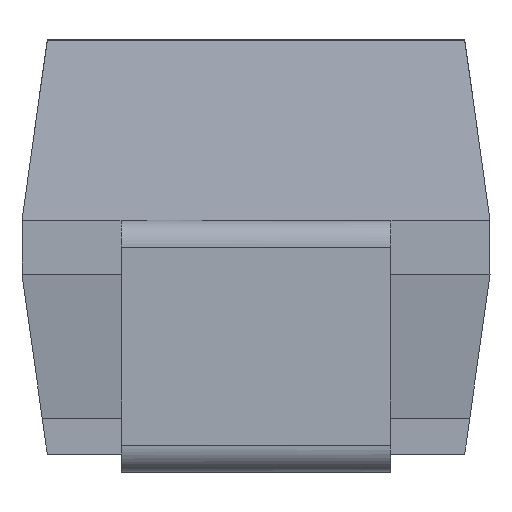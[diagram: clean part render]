
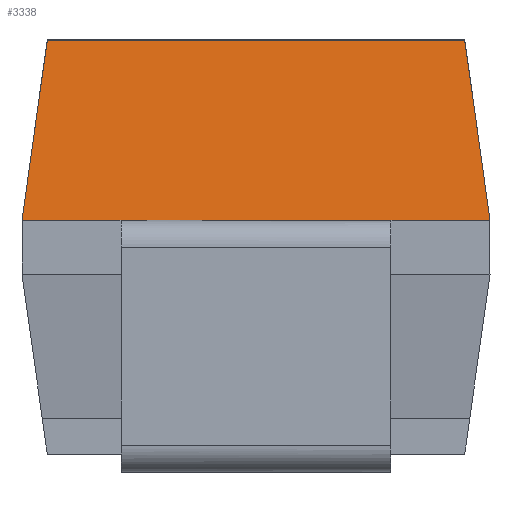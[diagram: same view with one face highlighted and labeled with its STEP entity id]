
A CAD part, left-side view. The second image highlights one B-rep face of the part: STEP entity #3338.
In plain terms, the highlighted planar face has unit normal (-0.991, 0, 0.138).
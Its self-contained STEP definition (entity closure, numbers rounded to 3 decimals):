
#1900 = PLANE('',#1901);
#1901 = AXIS2_PLACEMENT_3D('',#1902,#1903,#1904);
#1902 = CARTESIAN_POINT('',(-2.15,0.,1.4));
#1903 = DIRECTION('',(-1.,0.,0.));
#1904 = DIRECTION('',(0.,0.,-1.));
#1973 = PLANE('',#1974);
#1974 = AXIS2_PLACEMENT_3D('',#1975,#1976,#1977);
#1975 = CARTESIAN_POINT('',(-2.15,0.,1.4));
#1976 = DIRECTION('',(-1.,0.,0.));
#1977 = DIRECTION('',(0.,0.,-1.));
#2590 = VERTEX_POINT('',#2591);
#2591 = CARTESIAN_POINT('',(-2.15,-0.75,
    1.4));
#2626 = PLANE('',#2627);
#2627 = AXIS2_PLACEMENT_3D('',#2628,#2629,#2630);
#2628 = CARTESIAN_POINT('',(0.,0.,1.4
    ));
#2629 = DIRECTION('',(0.,0.,1.));
#2630 = DIRECTION('',(-1.,0.,0.));
#2750 = VERTEX_POINT('',#2751);
#2751 = CARTESIAN_POINT('',(-2.15,0.75,
    1.4));
#2965 = VERTEX_POINT('',#2966);
#2966 = CARTESIAN_POINT('',(-2.15,-1.3,
    1.4));
#2980 = PLANE('',#2981);
#2981 = AXIS2_PLACEMENT_3D('',#2982,#2983,#2984);
#2982 = CARTESIAN_POINT('',(0.,-1.275,
    1.579));
#2983 = DIRECTION('',(0.,-0.99,
    0.139));
#2984 = DIRECTION('',(0.,-0.139,
    -0.99));
#3017 = EDGE_CURVE('',#2965,#2590,#3018,.T.);
#3018 = SURFACE_CURVE('',#3019,(#3023,#3030),.PCURVE_S1.);
#3019 = LINE('',#3020,#3021);
#3020 = CARTESIAN_POINT('',(-2.15,0.,
    1.4));
#3021 = VECTOR('',#3022,1.);
#3022 = DIRECTION('',(0.,1.,0.));
#3023 = PCURVE('',#1973,#3024);
#3024 = DEFINITIONAL_REPRESENTATION('',(#3025),#3029);
#3025 = LINE('',#3026,#3027);
#3026 = CARTESIAN_POINT('',(0.,0.));
#3027 = VECTOR('',#3028,1.);
#3028 = DIRECTION('',(0.,-1.));
#3029 = ( GEOMETRIC_REPRESENTATION_CONTEXT(2) 
PARAMETRIC_REPRESENTATION_CONTEXT() REPRESENTATION_CONTEXT('2D SPACE',''
  ) );
#3030 = PCURVE('',#3031,#3036);
#3031 = PLANE('',#3032);
#3032 = AXIS2_PLACEMENT_3D('',#3033,#3034,#3035);
#3033 = CARTESIAN_POINT('',(-2.109,0.,
    1.694));
#3034 = DIRECTION('',(0.99,0.,
    -0.138));
#3035 = DIRECTION('',(0.138,0.,0.99)
  );
#3036 = DEFINITIONAL_REPRESENTATION('',(#3037),#3041);
#3037 = LINE('',#3038,#3039);
#3038 = CARTESIAN_POINT('',(-0.296,0.));
#3039 = VECTOR('',#3040,1.);
#3040 = DIRECTION('',(0.,-1.));
#3041 = ( GEOMETRIC_REPRESENTATION_CONTEXT(2) 
PARAMETRIC_REPRESENTATION_CONTEXT() REPRESENTATION_CONTEXT('2D SPACE',''
  ) );
#3050 = EDGE_CURVE('',#2590,#2750,#3051,.T.);
#3051 = SURFACE_CURVE('',#3052,(#3056,#3063),.PCURVE_S1.);
#3052 = LINE('',#3053,#3054);
#3053 = CARTESIAN_POINT('',(-2.15,0.,
    1.4));
#3054 = VECTOR('',#3055,1.);
#3055 = DIRECTION('',(0.,1.,0.));
#3056 = PCURVE('',#2626,#3057);
#3057 = DEFINITIONAL_REPRESENTATION('',(#3058),#3062);
#3058 = LINE('',#3059,#3060);
#3059 = CARTESIAN_POINT('',(2.15,0.));
#3060 = VECTOR('',#3061,1.);
#3061 = DIRECTION('',(0.,-1.));
#3062 = ( GEOMETRIC_REPRESENTATION_CONTEXT(2) 
PARAMETRIC_REPRESENTATION_CONTEXT() REPRESENTATION_CONTEXT('2D SPACE',''
  ) );
#3063 = PCURVE('',#3031,#3064);
#3064 = DEFINITIONAL_REPRESENTATION('',(#3065),#3069);
#3065 = LINE('',#3066,#3067);
#3066 = CARTESIAN_POINT('',(-0.296,0.));
#3067 = VECTOR('',#3068,1.);
#3068 = DIRECTION('',(0.,-1.));
#3069 = ( GEOMETRIC_REPRESENTATION_CONTEXT(2) 
PARAMETRIC_REPRESENTATION_CONTEXT() REPRESENTATION_CONTEXT('2D SPACE',''
  ) );
#3076 = VERTEX_POINT('',#3077);
#3077 = CARTESIAN_POINT('',(-2.15,1.3,
    1.4));
#3100 = EDGE_CURVE('',#2750,#3076,#3101,.T.);
#3101 = SURFACE_CURVE('',#3102,(#3106,#3113),.PCURVE_S1.);
#3102 = LINE('',#3103,#3104);
#3103 = CARTESIAN_POINT('',(-2.15,0.,
    1.4));
#3104 = VECTOR('',#3105,1.);
#3105 = DIRECTION('',(0.,1.,0.));
#3106 = PCURVE('',#1900,#3107);
#3107 = DEFINITIONAL_REPRESENTATION('',(#3108),#3112);
#3108 = LINE('',#3109,#3110);
#3109 = CARTESIAN_POINT('',(0.,0.));
#3110 = VECTOR('',#3111,1.);
#3111 = DIRECTION('',(0.,-1.));
#3112 = ( GEOMETRIC_REPRESENTATION_CONTEXT(2) 
PARAMETRIC_REPRESENTATION_CONTEXT() REPRESENTATION_CONTEXT('2D SPACE',''
  ) );
#3113 = PCURVE('',#3031,#3114);
#3114 = DEFINITIONAL_REPRESENTATION('',(#3115),#3119);
#3115 = LINE('',#3116,#3117);
#3116 = CARTESIAN_POINT('',(-0.296,0.));
#3117 = VECTOR('',#3118,1.);
#3118 = DIRECTION('',(0.,-1.));
#3119 = ( GEOMETRIC_REPRESENTATION_CONTEXT(2) 
PARAMETRIC_REPRESENTATION_CONTEXT() REPRESENTATION_CONTEXT('2D SPACE',''
  ) );
#3141 = PLANE('',#3142);
#3142 = AXIS2_PLACEMENT_3D('',#3143,#3144,#3145);
#3143 = CARTESIAN_POINT('',(0.,1.275,
    1.579));
#3144 = DIRECTION('',(0.,-0.99,
    -0.139));
#3145 = DIRECTION('',(0.,0.139,
    -0.99));
#3290 = VERTEX_POINT('',#3291);
#3291 = CARTESIAN_POINT('',(-2.011,-1.159,
    2.4));
#3305 = PLANE('',#3306);
#3306 = AXIS2_PLACEMENT_3D('',#3307,#3308,#3309);
#3307 = CARTESIAN_POINT('',(0.,0.,2.4
    ));
#3308 = DIRECTION('',(0.,0.,1.));
#3309 = DIRECTION('',(0.,-1.,0.));
#3317 = EDGE_CURVE('',#3290,#2965,#3318,.T.);
#3318 = SURFACE_CURVE('',#3319,(#3323,#3330),.PCURVE_S1.);
#3319 = LINE('',#3320,#3321);
#3320 = CARTESIAN_POINT('',(-2.011,-1.159,
    2.4));
#3321 = VECTOR('',#3322,1.);
#3322 = DIRECTION('',(-0.137,-0.138,-0.981));
#3323 = PCURVE('',#2980,#3324);
#3324 = DEFINITIONAL_REPRESENTATION('',(#3325),#3329);
#3325 = LINE('',#3326,#3327);
#3326 = CARTESIAN_POINT('',(-0.829,-2.011));
#3327 = VECTOR('',#3328,1.);
#3328 = DIRECTION('',(0.991,-0.137));
#3329 = ( GEOMETRIC_REPRESENTATION_CONTEXT(2) 
PARAMETRIC_REPRESENTATION_CONTEXT() REPRESENTATION_CONTEXT('2D SPACE',''
  ) );
#3330 = PCURVE('',#3031,#3331);
#3331 = DEFINITIONAL_REPRESENTATION('',(#3332),#3336);
#3332 = LINE('',#3333,#3334);
#3333 = CARTESIAN_POINT('',(0.713,1.159));
#3334 = VECTOR('',#3335,1.);
#3335 = DIRECTION('',(-0.99,0.138));
#3336 = ( GEOMETRIC_REPRESENTATION_CONTEXT(2) 
PARAMETRIC_REPRESENTATION_CONTEXT() REPRESENTATION_CONTEXT('2D SPACE',''
  ) );
#3338 = ADVANCED_FACE('',(#3339),#3031,.F.);
#3339 = FACE_BOUND('',#3340,.T.);
#3340 = EDGE_LOOP('',(#3341,#3364,#3385,#3386,#3387,#3388));
#3341 = ORIENTED_EDGE('',*,*,#3342,.T.);
#3342 = EDGE_CURVE('',#3290,#3343,#3345,.T.);
#3343 = VERTEX_POINT('',#3344);
#3344 = CARTESIAN_POINT('',(-2.011,1.159,
    2.4));
#3345 = SURFACE_CURVE('',#3346,(#3350,#3357),.PCURVE_S1.);
#3346 = LINE('',#3347,#3348);
#3347 = CARTESIAN_POINT('',(-2.011,0.,2.4));
#3348 = VECTOR('',#3349,1.);
#3349 = DIRECTION('',(0.,1.,0.));
#3350 = PCURVE('',#3031,#3351);
#3351 = DEFINITIONAL_REPRESENTATION('',(#3352),#3356);
#3352 = LINE('',#3353,#3354);
#3353 = CARTESIAN_POINT('',(0.713,0.));
#3354 = VECTOR('',#3355,1.);
#3355 = DIRECTION('',(0.,-1.));
#3356 = ( GEOMETRIC_REPRESENTATION_CONTEXT(2) 
PARAMETRIC_REPRESENTATION_CONTEXT() REPRESENTATION_CONTEXT('2D SPACE',''
  ) );
#3357 = PCURVE('',#3305,#3358);
#3358 = DEFINITIONAL_REPRESENTATION('',(#3359),#3363);
#3359 = LINE('',#3360,#3361);
#3360 = CARTESIAN_POINT('',(0.,-2.011));
#3361 = VECTOR('',#3362,1.);
#3362 = DIRECTION('',(-1.,0.));
#3363 = ( GEOMETRIC_REPRESENTATION_CONTEXT(2) 
PARAMETRIC_REPRESENTATION_CONTEXT() REPRESENTATION_CONTEXT('2D SPACE',''
  ) );
#3364 = ORIENTED_EDGE('',*,*,#3365,.T.);
#3365 = EDGE_CURVE('',#3343,#3076,#3366,.T.);
#3366 = SURFACE_CURVE('',#3367,(#3371,#3378),.PCURVE_S1.);
#3367 = LINE('',#3368,#3369);
#3368 = CARTESIAN_POINT('',(-2.011,1.159,
    2.4));
#3369 = VECTOR('',#3370,1.);
#3370 = DIRECTION('',(-0.137,0.138,-0.981));
#3371 = PCURVE('',#3031,#3372);
#3372 = DEFINITIONAL_REPRESENTATION('',(#3373),#3377);
#3373 = LINE('',#3374,#3375);
#3374 = CARTESIAN_POINT('',(0.713,-1.159));
#3375 = VECTOR('',#3376,1.);
#3376 = DIRECTION('',(-0.99,-0.138));
#3377 = ( GEOMETRIC_REPRESENTATION_CONTEXT(2) 
PARAMETRIC_REPRESENTATION_CONTEXT() REPRESENTATION_CONTEXT('2D SPACE',''
  ) );
#3378 = PCURVE('',#3141,#3379);
#3379 = DEFINITIONAL_REPRESENTATION('',(#3380),#3384);
#3380 = LINE('',#3381,#3382);
#3381 = CARTESIAN_POINT('',(-0.829,-2.011));
#3382 = VECTOR('',#3383,1.);
#3383 = DIRECTION('',(0.991,-0.137));
#3384 = ( GEOMETRIC_REPRESENTATION_CONTEXT(2) 
PARAMETRIC_REPRESENTATION_CONTEXT() REPRESENTATION_CONTEXT('2D SPACE',''
  ) );
#3385 = ORIENTED_EDGE('',*,*,#3100,.F.);
#3386 = ORIENTED_EDGE('',*,*,#3050,.F.);
#3387 = ORIENTED_EDGE('',*,*,#3017,.F.);
#3388 = ORIENTED_EDGE('',*,*,#3317,.F.);
